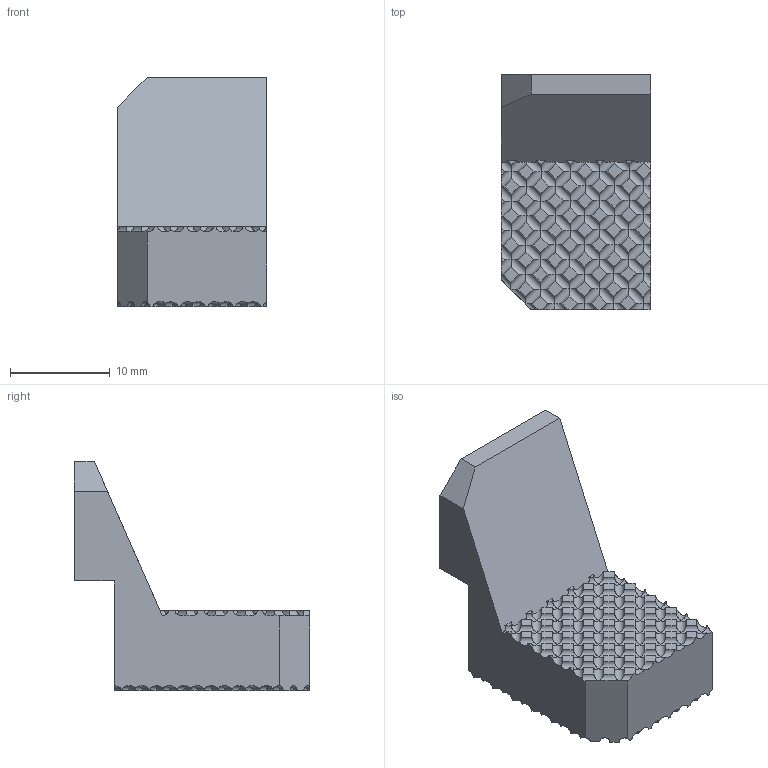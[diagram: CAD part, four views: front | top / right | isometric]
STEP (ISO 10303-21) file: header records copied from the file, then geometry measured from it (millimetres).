
FILE_DESCRIPTION(/* description */ ('CAx-IF Rec.Pracs.---Representation and Presentation of Product Manufacturing Information (PMI)---4.0---2014-10-13','CAx-IF Rec.Pracs.---3D Tessellated Geometry---0.4---2014-09-14','2;1'),/* implementation_level */ '2;1');
FILE_NAME(/* name */ 'V07-04-07-03 - Front door handle',/* time_stamp */ '2022-03-25T17:20:53+03:00',/* author */ (''),/* organization */ (''),/* preprocessor_version */ 'ST-DEVELOPER v16.7',/* originating_system */ 'SIEMENS PLM Software NX 1911',/* authorisation */ $);
FILE_SCHEMA (('AP242_MANAGED_MODEL_BASED_3D_ENGINEERING_MIM_LF { 1 0 10303 442 1 1 4 }'));
Length unit declared in the file: millimetre
Products named in the file (1): V07-04-07-03 - Front door handle
Bounding box: 15 x 23.6 x 23 mm (x, y, z)
Volume: 2895.3 mm3; surface area: 2027.2 mm2
Topology: 1 solids, 1 shells, 464 faces, 1252 edges, 792 vertices
Faces by surface type: cylinder 297, plane 164, cone 3
Full cylindrical faces by diameter (mm): 2.8 x2
Entity records: 13648 total; most frequent: CARTESIAN_POINT 3879, ORIENTED_EDGE 2504, DIRECTION 1584, EDGE_CURVE 1252, VERTEX_POINT 792, LINE 632, VECTOR 632, AXIS2_PLACEMENT_3D 476
